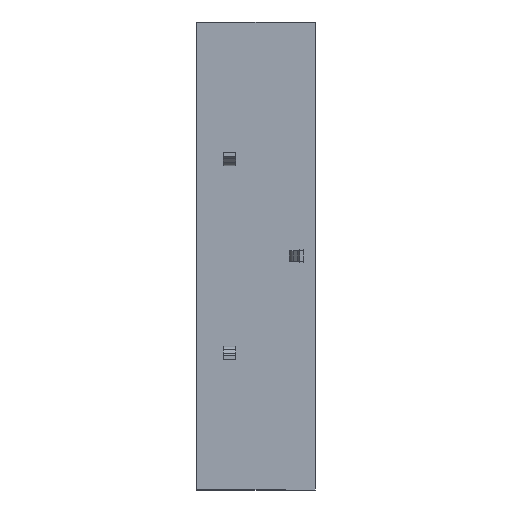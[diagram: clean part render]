
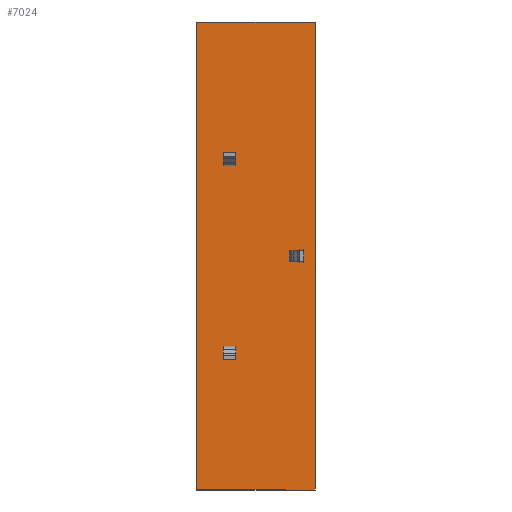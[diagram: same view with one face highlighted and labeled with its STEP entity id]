
A CAD part, front view. The second image highlights one B-rep face of the part: STEP entity #7024.
In plain terms, the highlighted planar face has unit normal (0, -1, 0).
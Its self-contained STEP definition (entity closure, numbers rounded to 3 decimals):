
#292 = DIRECTION ( 'NONE',  ( 1., 0., 0. ) ) ;
#371 = CARTESIAN_POINT ( 'NONE',  ( 0., 0., 11.5 ) ) ;
#566 = VECTOR ( 'NONE', #292, 1000. ) ;
#603 = CARTESIAN_POINT ( 'NONE',  ( 0., 0., 11.5 ) ) ;
#1084 = CARTESIAN_POINT ( 'NONE',  ( -5.8, 0., -11.5 ) ) ;
#1148 = DIRECTION ( 'NONE',  ( -1., 0., 0. ) ) ;
#1382 = ORIENTED_EDGE ( 'NONE', *, *, #1742, .F. ) ;
#1424 = VERTEX_POINT ( 'NONE', #7029 ) ;
#1628 = EDGE_LOOP ( 'NONE', ( #3756, #7806, #2348, #1382 ) ) ;
#1723 = LINE ( 'NONE', #7938, #3285 ) ;
#1742 = EDGE_CURVE ( 'NONE', #2837, #4775, #6233, .T. ) ;
#2348 = ORIENTED_EDGE ( 'NONE', *, *, #2370, .F. ) ;
#2370 = EDGE_CURVE ( 'NONE', #4775, #4847, #7749, .T. ) ;
#2837 = VERTEX_POINT ( 'NONE', #1084 ) ;
#3285 = VECTOR ( 'NONE', #6717, 1000. ) ;
#3702 = FACE_OUTER_BOUND ( 'NONE', #1628, .T. ) ;
#3756 = ORIENTED_EDGE ( 'NONE', *, *, #6740, .T. ) ;
#3903 = CARTESIAN_POINT ( 'NONE',  ( -5.8, 0., 11.5 ) ) ;
#4214 = AXIS2_PLACEMENT_3D ( 'NONE', #603, #8045, #1148 ) ;
#4278 = PLANE ( 'NONE',  #4214 ) ;
#4775 = VERTEX_POINT ( 'NONE', #3903 ) ;
#4847 = VERTEX_POINT ( 'NONE', #5100 ) ;
#5052 = DIRECTION ( 'NONE',  ( 0., 0., -1. ) ) ;
#5100 = CARTESIAN_POINT ( 'NONE',  ( 0., 0., 11.5 ) ) ;
#5236 = VECTOR ( 'NONE', #5052, 1000. ) ;
#5536 = CARTESIAN_POINT ( 'NONE',  ( 0., 0., 11.5 ) ) ;
#5588 = DIRECTION ( 'NONE',  ( 0., 0., 1. ) ) ;
#6233 = LINE ( 'NONE', #8041, #7162 ) ;
#6249 = LINE ( 'NONE', #5536, #5236 ) ;
#6717 = DIRECTION ( 'NONE',  ( 1., 0., 0. ) ) ;
#6740 = EDGE_CURVE ( 'NONE', #2837, #1424, #1723, .T. ) ;
#6857 = EDGE_CURVE ( 'NONE', #4847, #1424, #6249, .T. ) ;
#7024 = ADVANCED_FACE ( 'NONE', ( #3702 ), #4278, .F. ) ;
#7029 = CARTESIAN_POINT ( 'NONE',  ( 0., 0., -11.5 ) ) ;
#7162 = VECTOR ( 'NONE', #5588, 1000. ) ;
#7749 = LINE ( 'NONE', #371, #566 ) ;
#7806 = ORIENTED_EDGE ( 'NONE', *, *, #6857, .F. ) ;
#7938 = CARTESIAN_POINT ( 'NONE',  ( 0., 0., -11.5 ) ) ;
#8041 = CARTESIAN_POINT ( 'NONE',  ( -5.8, 0., -11.5 ) ) ;
#8045 = DIRECTION ( 'NONE',  ( 0., 1., 0. ) ) ;
